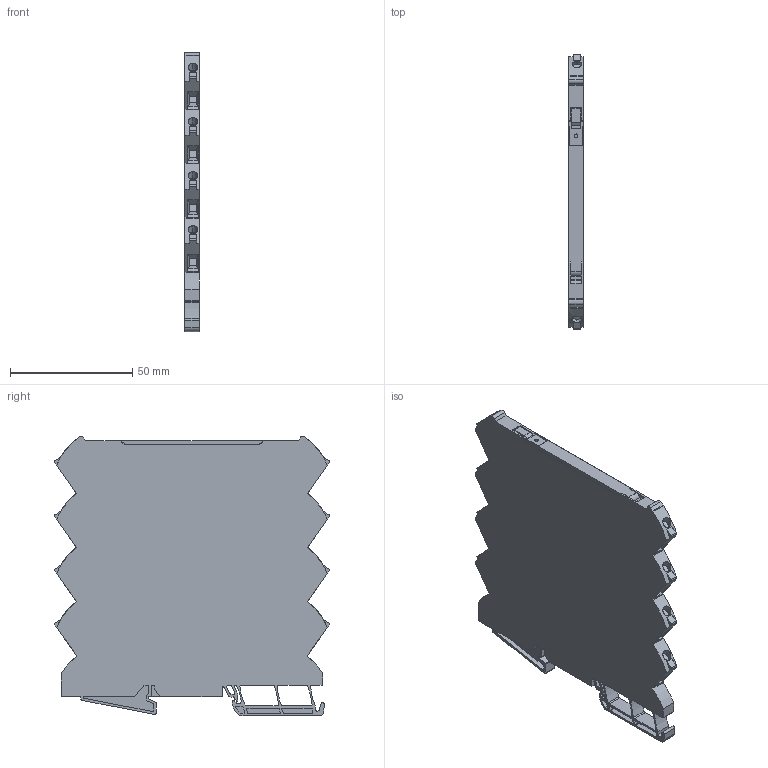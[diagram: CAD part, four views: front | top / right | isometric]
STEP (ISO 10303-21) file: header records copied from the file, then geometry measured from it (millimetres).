
FILE_DESCRIPTION(('CATIA V5 STEP Exchange','CAx-IF Rec.Pracs.--- Model Styling and Organization---1.4--- 2014-01-23'),'2;1');
FILE_NAME ('6265100_5', '2021-06-30T11:45:47+00:00', ('none'), ('Weidmueller'), 'CATIA Version 5-6 Release 2016 SP3 HF44', 'CATIA V5 STEP AP214', 'none');
FILE_SCHEMA(('AUTOMOTIVE_DESIGN { 1 0 10303 214 1 1 1 1 }'));
Length unit declared in the file: millimetre
Products named in the file (1): S3D_ACT20M_CI_2CI_CO_2CO_OLP_ILP_S
Bounding box: 6.1 x 112.52 x 114.32 mm (x, y, z)
Volume: 64283.4 mm3; surface area: 32012.1 mm2
Topology: 2 solids, 4 shells, 566 faces, 1646 edges, 1110 vertices
Faces by surface type: plane 429, cylinder 114, extrusion 23
Entity records: 18938 total; most frequent: CARTESIAN_POINT 3934, ORIENTED_EDGE 3292, DIRECTION 2441, EDGE_CURVE 1646, VECTOR 1298, LINE 1275, VERTEX_POINT 1110, AXIS2_PLACEMENT_3D 699
